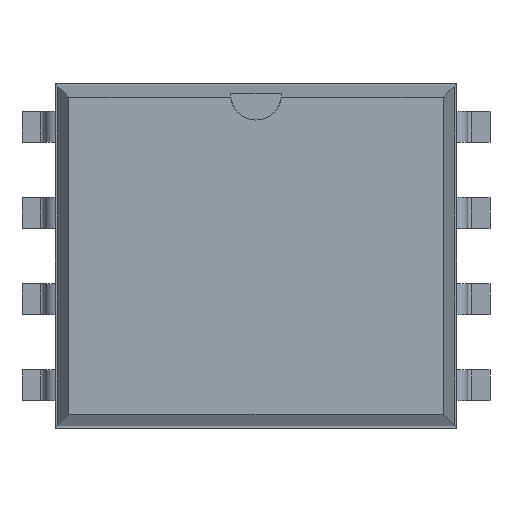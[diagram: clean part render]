
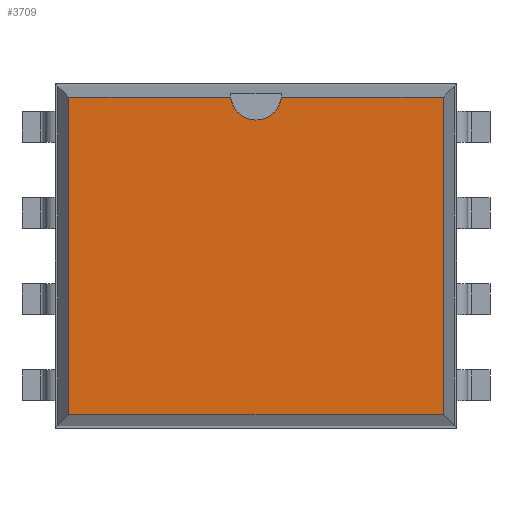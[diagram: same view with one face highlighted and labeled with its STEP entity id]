
A CAD part, top view. The second image highlights one B-rep face of the part: STEP entity #3709.
In plain terms, the highlighted planar face has unit normal (0, 0, 1).
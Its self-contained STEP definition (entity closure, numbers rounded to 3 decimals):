
#2895 = VERTEX_POINT('',#2896);
#2896 = CARTESIAN_POINT('',(5.521,-4.681,3.68));
#2901 = EDGE_CURVE('',#2902,#2895,#2904,.T.);
#2902 = VERTEX_POINT('',#2903);
#2903 = CARTESIAN_POINT('',(-5.521,-4.681,3.68));
#2904 = LINE('',#2905,#2906);
#2905 = CARTESIAN_POINT('',(-5.521,-4.681,3.68));
#2906 = VECTOR('',#2907,1.);
#2907 = DIRECTION('',(1.,0.,0.));
#3644 = VERTEX_POINT('',#3645);
#3645 = CARTESIAN_POINT('',(5.521,4.681,3.68));
#3650 = EDGE_CURVE('',#2895,#3644,#3651,.T.);
#3651 = LINE('',#3652,#3653);
#3652 = CARTESIAN_POINT('',(5.521,-4.681,3.68));
#3653 = VECTOR('',#3654,1.);
#3654 = DIRECTION('',(0.,1.,0.));
#3709 = ADVANCED_FACE('',(#3710),#3754,.F.);
#3710 = FACE_BOUND('',#3711,.F.);
#3711 = EDGE_LOOP('',(#3712,#3713,#3714,#3722,#3730,#3739,#3748));
#3712 = ORIENTED_EDGE('',*,*,#3650,.F.);
#3713 = ORIENTED_EDGE('',*,*,#2901,.F.);
#3714 = ORIENTED_EDGE('',*,*,#3715,.F.);
#3715 = EDGE_CURVE('',#3716,#2902,#3718,.T.);
#3716 = VERTEX_POINT('',#3717);
#3717 = CARTESIAN_POINT('',(-5.521,4.681,3.68));
#3718 = LINE('',#3719,#3720);
#3719 = CARTESIAN_POINT('',(-5.521,4.681,3.68));
#3720 = VECTOR('',#3721,1.);
#3721 = DIRECTION('',(0.,-1.,0.));
#3722 = ORIENTED_EDGE('',*,*,#3723,.F.);
#3723 = EDGE_CURVE('',#3724,#3716,#3726,.T.);
#3724 = VERTEX_POINT('',#3725);
#3725 = CARTESIAN_POINT('',(-0.746,4.681,3.68));
#3726 = LINE('',#3727,#3728);
#3727 = CARTESIAN_POINT('',(5.521,4.681,3.68));
#3728 = VECTOR('',#3729,1.);
#3729 = DIRECTION('',(-1.,0.,0.));
#3730 = ORIENTED_EDGE('',*,*,#3731,.F.);
#3731 = EDGE_CURVE('',#3732,#3724,#3734,.T.);
#3732 = VERTEX_POINT('',#3733);
#3733 = CARTESIAN_POINT('',(0.,4.006,3.68));
#3734 = CIRCLE('',#3735,0.75);
#3735 = AXIS2_PLACEMENT_3D('',#3736,#3737,#3738);
#3736 = CARTESIAN_POINT('',(0.,4.756,3.68));
#3737 = DIRECTION('',(0.,0.,-1.));
#3738 = DIRECTION('',(0.,-1.,0.));
#3739 = ORIENTED_EDGE('',*,*,#3740,.F.);
#3740 = EDGE_CURVE('',#3741,#3732,#3743,.T.);
#3741 = VERTEX_POINT('',#3742);
#3742 = CARTESIAN_POINT('',(0.746,4.681,3.68));
#3743 = CIRCLE('',#3744,0.75);
#3744 = AXIS2_PLACEMENT_3D('',#3745,#3746,#3747);
#3745 = CARTESIAN_POINT('',(0.,4.756,3.68));
#3746 = DIRECTION('',(0.,0.,-1.));
#3747 = DIRECTION('',(0.,-1.,0.));
#3748 = ORIENTED_EDGE('',*,*,#3749,.F.);
#3749 = EDGE_CURVE('',#3644,#3741,#3750,.T.);
#3750 = LINE('',#3751,#3752);
#3751 = CARTESIAN_POINT('',(5.521,4.681,3.68));
#3752 = VECTOR('',#3753,1.);
#3753 = DIRECTION('',(-1.,0.,0.));
#3754 = PLANE('',#3755);
#3755 = AXIS2_PLACEMENT_3D('',#3756,#3757,#3758);
#3756 = CARTESIAN_POINT('',(5.521,-4.681,3.68));
#3757 = DIRECTION('',(0.,0.,-1.));
#3758 = DIRECTION('',(-0.763,0.647,0.));
